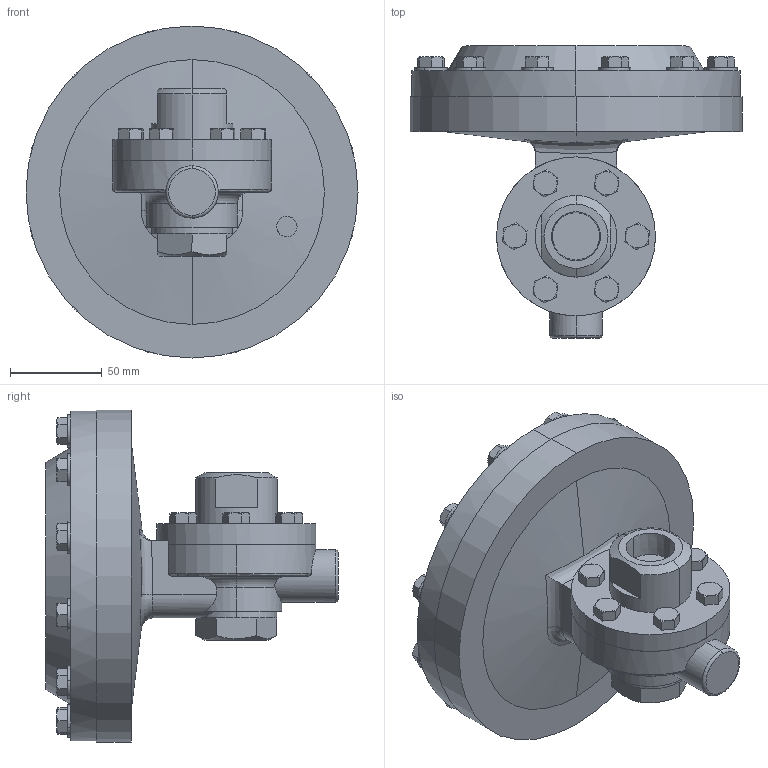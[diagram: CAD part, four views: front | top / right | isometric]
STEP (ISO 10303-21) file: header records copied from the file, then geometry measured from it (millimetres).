
FILE_DESCRIPTION (( 'STEP AP203' ), '1' );
FILE_NAME ('56-075-BR+DI-PT.step', '2017-10-04T15:17:05', ( '' ), ( '' ), 'SwSTEP 2.0', 'SolidWorks 2014', '' );
FILE_SCHEMA (( 'CONFIG_CONTROL_DESIGN' ));
Length unit declared in the file: inch
Products named in the file (1): 56-075-BR+DI-PT
Bounding box: 180.85 x 159.09 x 180.85 mm (x, y, z)
Volume: 1395760 mm3; surface area: 109588.4 mm2
Topology: 1 solids, 1 shells, 374 faces, 884 edges, 538 vertices
Faces by surface type: plane 189, cone 124, cylinder 47, torus 8, bspline 6
Entity records: 12338 total; most frequent: CARTESIAN_POINT 3988, ORIENTED_EDGE 1768, DIRECTION 1660, EDGE_CURVE 884, AXIS2_PLACEMENT_3D 669, VERTEX_POINT 538, EDGE_LOOP 400, ADVANCED_FACE 374
